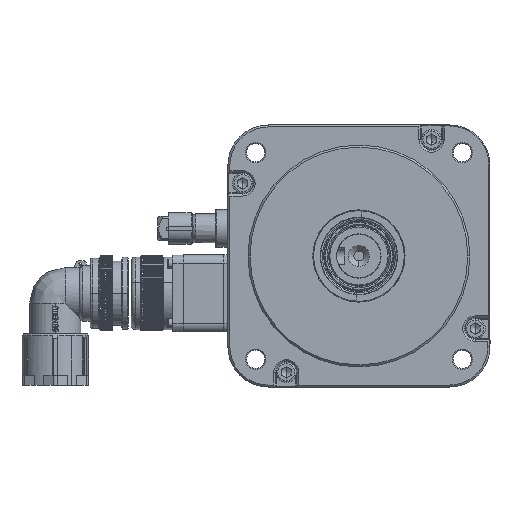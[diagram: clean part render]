
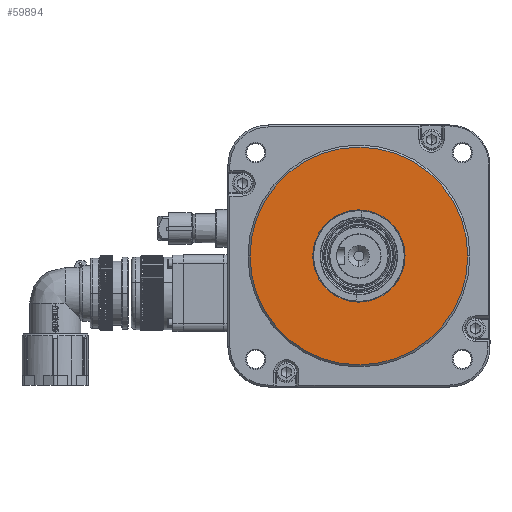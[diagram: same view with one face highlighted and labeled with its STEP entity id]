
A CAD part, left-side view. The second image highlights one B-rep face of the part: STEP entity #59894.
In plain terms, the highlighted planar face has unit normal (-1, 0, 0).
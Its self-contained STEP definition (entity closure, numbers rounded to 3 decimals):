
#1366 = EDGE_CURVE ( 'NONE', #59788, #14719, #65965, .T. ) ;
#1458 = DIRECTION ( 'NONE',  ( 1., 0., 0. ) ) ;
#2461 = ORIENTED_EDGE ( 'NONE', *, *, #1366, .T. ) ;
#9121 = DIRECTION ( 'NONE',  ( -1., 0., 0. ) ) ;
#11854 = CIRCLE ( 'NONE', #66341, 54. ) ;
#14719 = VERTEX_POINT ( 'NONE', #73635 ) ;
#20028 = EDGE_CURVE ( 'NONE', #65994, #53917, #11854, .T. ) ;
#21927 = ORIENTED_EDGE ( 'NONE', *, *, #51859, .T. ) ;
#22327 = CARTESIAN_POINT ( 'NONE',  ( -131.003, 0., 0. ) ) ;
#26712 = AXIS2_PLACEMENT_3D ( 'NONE', #22327, #35742, #82351 ) ;
#27549 = FACE_OUTER_BOUND ( 'NONE', #53262, .T. ) ;
#28742 = PLANE ( 'NONE',  #26712 ) ;
#28829 = DIRECTION ( 'NONE',  ( -1., 0., 0. ) ) ;
#29173 = EDGE_LOOP ( 'NONE', ( #2461, #21927 ) ) ;
#33172 = DIRECTION ( 'NONE',  ( 1., 0., 0. ) ) ;
#35742 = DIRECTION ( 'NONE',  ( 1., 0., 0. ) ) ;
#40770 = AXIS2_PLACEMENT_3D ( 'NONE', #41416, #1458, #48090 ) ;
#41416 = CARTESIAN_POINT ( 'NONE',  ( -131.003, 0., 0. ) ) ;
#45035 = CIRCLE ( 'NONE', #65906, 54. ) ;
#48090 = DIRECTION ( 'NONE',  ( 0., 1., 0. ) ) ;
#49016 = CARTESIAN_POINT ( 'NONE',  ( -131.003, 0., 0. ) ) ;
#49825 = ORIENTED_EDGE ( 'NONE', *, *, #20028, .T. ) ;
#51859 = EDGE_CURVE ( 'NONE', #14719, #59788, #73249, .T. ) ;
#53262 = EDGE_LOOP ( 'NONE', ( #49825, #71131 ) ) ;
#53917 = VERTEX_POINT ( 'NONE', #54561 ) ;
#54561 = CARTESIAN_POINT ( 'NONE',  ( -131.003, -54., 0. ) ) ;
#55689 = DIRECTION ( 'NONE',  ( 0., -1., 0. ) ) ;
#59788 = VERTEX_POINT ( 'NONE', #61069 ) ;
#59894 = ADVANCED_FACE ( 'NONE', ( #80701, #27549 ), #28742, .F. ) ;
#61069 = CARTESIAN_POINT ( 'NONE',  ( -131.003, 0., 22.864 ) ) ;
#61925 = EDGE_CURVE ( 'NONE', #53917, #65994, #45035, .T. ) ;
#65906 = AXIS2_PLACEMENT_3D ( 'NONE', #68777, #28829, #75426 ) ;
#65965 = CIRCLE ( 'NONE', #40770, 22.864 ) ;
#65994 = VERTEX_POINT ( 'NONE', #74917 ) ;
#66341 = AXIS2_PLACEMENT_3D ( 'NONE', #49016, #9121, #55689 ) ;
#68215 = AXIS2_PLACEMENT_3D ( 'NONE', #73040, #33172, #79741 ) ;
#68777 = CARTESIAN_POINT ( 'NONE',  ( -131.003, 0., 0. ) ) ;
#71131 = ORIENTED_EDGE ( 'NONE', *, *, #61925, .T. ) ;
#73040 = CARTESIAN_POINT ( 'NONE',  ( -131.003, 0., 0. ) ) ;
#73249 = CIRCLE ( 'NONE', #68215, 22.864 ) ;
#73635 = CARTESIAN_POINT ( 'NONE',  ( -131.003, 0., -22.864 ) ) ;
#74917 = CARTESIAN_POINT ( 'NONE',  ( -131.003, 54., 0. ) ) ;
#75426 = DIRECTION ( 'NONE',  ( 0., -1., 0. ) ) ;
#79741 = DIRECTION ( 'NONE',  ( 0., 1., 0. ) ) ;
#80701 = FACE_BOUND ( 'NONE', #29173, .T. ) ;
#82351 = DIRECTION ( 'NONE',  ( 0., 1., 0. ) ) ;
